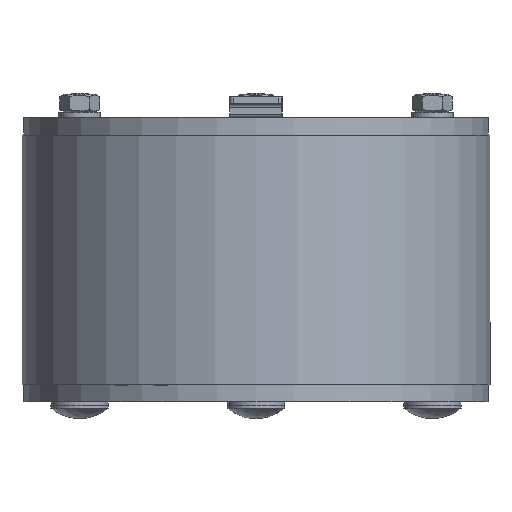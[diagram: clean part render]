
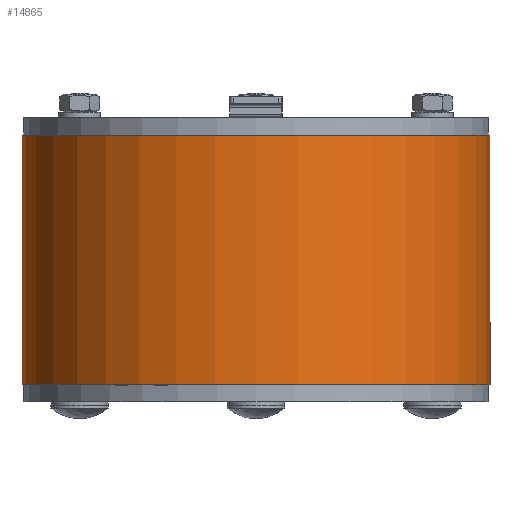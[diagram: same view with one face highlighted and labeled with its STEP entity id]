
A CAD part, front view. The second image highlights one B-rep face of the part: STEP entity #14865.
In plain terms, the highlighted cylindrical face has radius 67.5 mm (diameter 135 mm), a partial arc.
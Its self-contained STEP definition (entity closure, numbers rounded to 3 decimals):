
#574=CIRCLE('',#15739,67.5);
#575=CIRCLE('',#15740,67.5);
#742=CYLINDRICAL_SURFACE('',#15738,67.5);
#869=LINE('',#20290,#2567);
#873=LINE('',#20299,#2571);
#2567=VECTOR('',#16739,72.);
#2571=VECTOR('',#16745,72.);
#4842=FACE_OUTER_BOUND('',#5685,.T.);
#5685=EDGE_LOOP('',(#10627,#10628,#10629,#10630));
#6908=VERTEX_POINT('',#20287);
#6909=VERTEX_POINT('',#20289);
#6912=VERTEX_POINT('',#20296);
#6913=VERTEX_POINT('',#20298);
#8385=EDGE_CURVE('',#6909,#6908,#869,.T.);
#8389=EDGE_CURVE('',#6912,#6913,#873,.T.);
#8391=EDGE_CURVE('',#6909,#6912,#574,.T.);
#8392=EDGE_CURVE('',#6913,#6908,#575,.T.);
#10627=ORIENTED_EDGE('',*,*,#8389,.F.);
#10628=ORIENTED_EDGE('',*,*,#8391,.F.);
#10629=ORIENTED_EDGE('',*,*,#8385,.T.);
#10630=ORIENTED_EDGE('',*,*,#8392,.F.);
#14865=ADVANCED_FACE('',(#4842),#742,.T.);
#15738=AXIS2_PLACEMENT_3D('',#20301,#16747,#16748);
#15739=AXIS2_PLACEMENT_3D('',#20302,#16749,#16750);
#15740=AXIS2_PLACEMENT_3D('',#20303,#16751,#16752);
#16739=DIRECTION('',(0.,0.,1.));
#16745=DIRECTION('',(0.,0.,1.));
#16747=DIRECTION('center_axis',(0.,0.,1.));
#16748=DIRECTION('ref_axis',(-1.,0.007,0.));
#16749=DIRECTION('center_axis',(0.,0.,-1.));
#16750=DIRECTION('ref_axis',(-1.,0.007,0.));
#16751=DIRECTION('center_axis',(0.,0.,1.));
#16752=DIRECTION('ref_axis',(-1.,0.007,0.));
#20287=CARTESIAN_POINT('',(-67.5,0.,72.));
#20289=CARTESIAN_POINT('',(-67.5,0.,0.));
#20290=CARTESIAN_POINT('',(-67.5,0.,0.));
#20296=CARTESIAN_POINT('',(67.5,0.,0.));
#20298=CARTESIAN_POINT('',(67.5,0.,72.));
#20299=CARTESIAN_POINT('',(67.5,0.,0.));
#20301=CARTESIAN_POINT('Origin',(0.,0.,0.));
#20302=CARTESIAN_POINT('Origin',(0.,0.,0.));
#20303=CARTESIAN_POINT('Origin',(0.,0.,72.));
